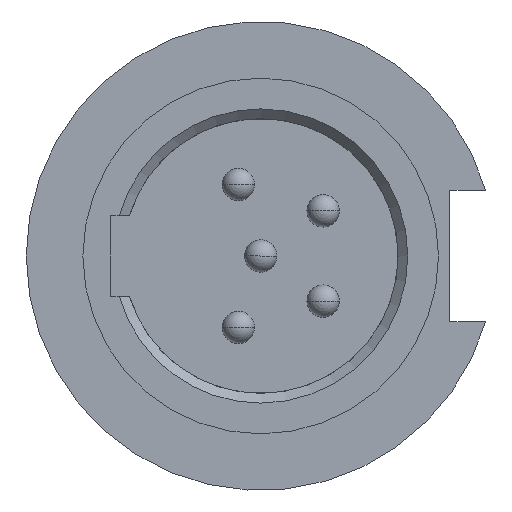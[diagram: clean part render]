
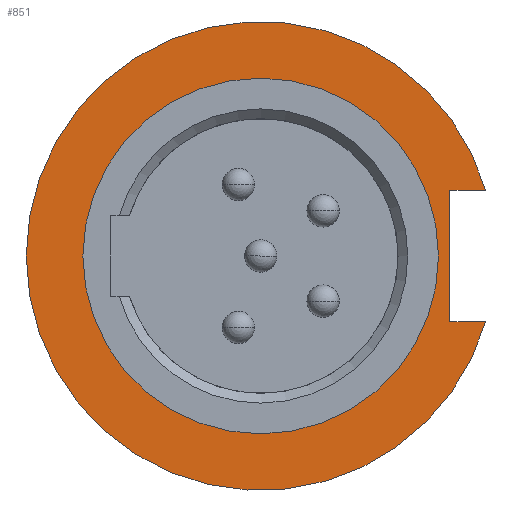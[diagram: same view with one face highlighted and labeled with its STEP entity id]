
A CAD part, left-side view. The second image highlights one B-rep face of the part: STEP entity #851.
In plain terms, the highlighted planar face has unit normal (-1, 0, 0).
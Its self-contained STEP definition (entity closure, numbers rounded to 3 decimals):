
#34=CARTESIAN_POINT('',(6.88,0.,0.));
#35=DIRECTION('',(1.,0.,0.));
#36=DIRECTION('',(0.,-0.96,-0.28));
#37=AXIS2_PLACEMENT_3D('',#34,#35,#36);
#39=CARTESIAN_POINT('',(6.88,0.,0.));
#40=DIRECTION('',(1.,0.,0.));
#41=DIRECTION('',(0.,1.,0.));
#42=AXIS2_PLACEMENT_3D('',#39,#40,#41);
#44=CARTESIAN_POINT('',(6.88,0.,0.));
#45=DIRECTION('',(-1.,0.,0.));
#46=DIRECTION('',(0.,1.,0.));
#47=AXIS2_PLACEMENT_3D('',#44,#45,#46);
#49=CARTESIAN_POINT('',(6.88,0.,0.));
#50=DIRECTION('',(-1.,0.,0.));
#51=DIRECTION('',(0.,-1.,0.));
#52=AXIS2_PLACEMENT_3D('',#49,#50,#51);
#58=DIRECTION('',(0.,-1.,0.));
#59=VECTOR('',#58,1.11);
#60=CARTESIAN_POINT('',(6.88,-5.85,2.03));
#61=LINE('',#60,#59);
#102=DIRECTION('',(0.,1.,0.));
#103=VECTOR('',#102,1.11);
#104=CARTESIAN_POINT('',(6.88,-6.96,-2.03));
#105=LINE('',#104,#103);
#110=DIRECTION('',(0.,0.,1.));
#111=VECTOR('',#110,4.06);
#112=CARTESIAN_POINT('',(6.88,-5.85,-2.03));
#113=LINE('',#112,#111);
#621=CARTESIAN_POINT('',(6.88,5.5,0.));
#622=VERTEX_POINT('',#621);
#623=CARTESIAN_POINT('',(6.88,-5.5,0.));
#624=VERTEX_POINT('',#623);
#625=CARTESIAN_POINT('',(6.88,-5.85,2.03));
#626=CARTESIAN_POINT('',(6.88,-6.96,2.03));
#627=VERTEX_POINT('',#625);
#628=VERTEX_POINT('',#626);
#629=CARTESIAN_POINT('',(6.88,-5.85,-2.03));
#630=VERTEX_POINT('',#629);
#631=CARTESIAN_POINT('',(6.88,-6.96,-2.03));
#632=VERTEX_POINT('',#631);
#633=CARTESIAN_POINT('',(6.88,7.25,0.));
#634=VERTEX_POINT('',#633);
#830=CARTESIAN_POINT('',(6.88,0.,0.));
#831=DIRECTION('',(1.,0.,0.));
#832=DIRECTION('',(0.,-1.,0.));
#833=AXIS2_PLACEMENT_3D('',#830,#831,#832);
#834=PLANE('',#833);
#836=ORIENTED_EDGE('',*,*,#835,.F.);
#838=ORIENTED_EDGE('',*,*,#837,.F.);
#840=ORIENTED_EDGE('',*,*,#839,.F.);
#842=ORIENTED_EDGE('',*,*,#841,.T.);
#844=ORIENTED_EDGE('',*,*,#843,.T.);
#845=EDGE_LOOP('',(#836,#838,#840,#842,#844));
#846=FACE_OUTER_BOUND('',#845,.F.);
#847=ORIENTED_EDGE('',*,*,#812,.T.);
#848=ORIENTED_EDGE('',*,*,#823,.T.);
#849=EDGE_LOOP('',(#847,#848));
#850=FACE_BOUND('',#849,.F.);
#38=CIRCLE('',#37,7.25);
#43=CIRCLE('',#42,7.25);
#48=CIRCLE('',#47,5.5);
#53=CIRCLE('',#52,5.5);
#812=EDGE_CURVE('',#622,#624,#48,.T.);
#823=EDGE_CURVE('',#624,#622,#53,.T.);
#835=EDGE_CURVE('',#627,#628,#61,.T.);
#837=EDGE_CURVE('',#630,#627,#113,.T.);
#839=EDGE_CURVE('',#632,#630,#105,.T.);
#841=EDGE_CURVE('',#632,#634,#38,.T.);
#843=EDGE_CURVE('',#634,#628,#43,.T.);
#851=ADVANCED_FACE('',(#846,#850),#834,.F.);
